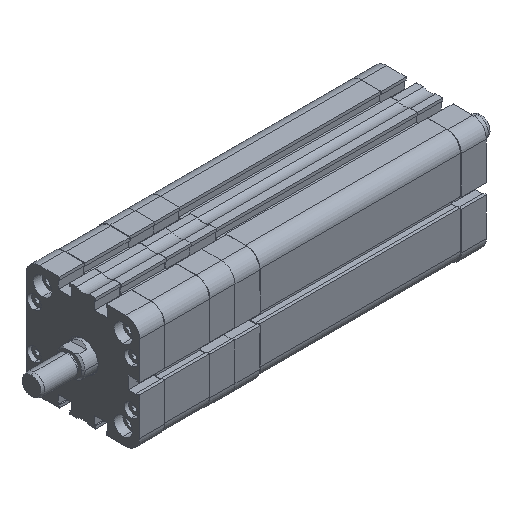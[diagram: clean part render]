
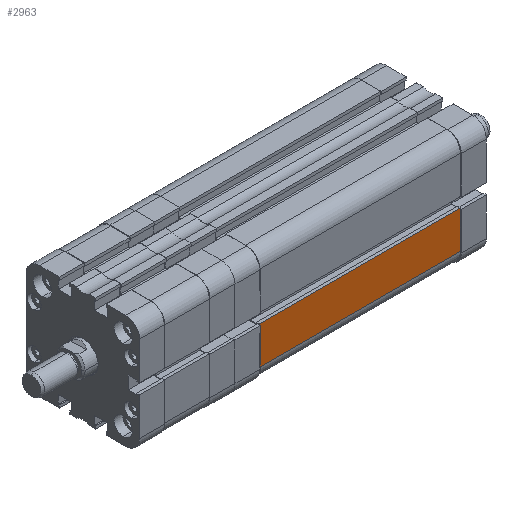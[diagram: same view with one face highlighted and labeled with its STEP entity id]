
A CAD part, isometric view. The second image highlights one B-rep face of the part: STEP entity #2963.
In plain terms, the highlighted planar face has unit normal (0, -1, 0).
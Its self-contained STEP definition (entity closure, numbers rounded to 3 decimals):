
#571 = CARTESIAN_POINT ( 'NONE',  ( 116., -32.5, -32.5 ) ) ;
#662 = CARTESIAN_POINT ( 'NONE',  ( 0., -32.5, -2.8 ) ) ;
#2258 = DIRECTION ( 'NONE',  ( -1., 0., 0. ) ) ;
#2963 = ADVANCED_FACE ( 'NONE', ( #34533 ), #9844, .F. ) ;
#3982 = LINE ( 'NONE', #571, #12423 ) ;
#7049 = CARTESIAN_POINT ( 'NONE',  ( 116., -32.5, -32.5 ) ) ;
#7857 = VECTOR ( 'NONE', #16835, 1000. ) ;
#9844 = PLANE ( 'NONE',  #22358 ) ;
#10203 = LINE ( 'NONE', #32069, #7857 ) ;
#11395 = ORIENTED_EDGE ( 'NONE', *, *, #26125, .F. ) ;
#12423 = VECTOR ( 'NONE', #31469, 1000. ) ;
#12459 = DIRECTION ( 'NONE',  ( 0., 1., 0. ) ) ;
#12860 = DIRECTION ( 'NONE',  ( 0., 0., 1. ) ) ;
#14849 = VERTEX_POINT ( 'NONE', #17077 ) ;
#15233 = VECTOR ( 'NONE', #28137, 1000. ) ;
#15924 = CARTESIAN_POINT ( 'NONE',  ( 116., -32.5, -24.5 ) ) ;
#15951 = ORIENTED_EDGE ( 'NONE', *, *, #23009, .T. ) ;
#16531 = EDGE_LOOP ( 'NONE', ( #33118, #15951, #17242, #11395 ) ) ;
#16835 = DIRECTION ( 'NONE',  ( 0., 0., -1. ) ) ;
#17077 = CARTESIAN_POINT ( 'NONE',  ( 116., -32.5, -24.5 ) ) ;
#17242 = ORIENTED_EDGE ( 'NONE', *, *, #31078, .T. ) ;
#17321 = LINE ( 'NONE', #29555, #17756 ) ;
#17756 = VECTOR ( 'NONE', #2258, 1000. ) ;
#21530 = LINE ( 'NONE', #15924, #15233 ) ;
#22358 = AXIS2_PLACEMENT_3D ( 'NONE', #7049, #12459, #12860 ) ;
#23009 = EDGE_CURVE ( 'NONE', #25191, #25774, #10203, .T. ) ;
#23776 = VERTEX_POINT ( 'NONE', #29318 ) ;
#25191 = VERTEX_POINT ( 'NONE', #662 ) ;
#25774 = VERTEX_POINT ( 'NONE', #29287 ) ;
#26125 = EDGE_CURVE ( 'NONE', #23776, #14849, #3982, .T. ) ;
#28137 = DIRECTION ( 'NONE',  ( 1., 0., 0. ) ) ;
#28949 = EDGE_CURVE ( 'NONE', #23776, #25191, #17321, .T. ) ;
#29287 = CARTESIAN_POINT ( 'NONE',  ( 0., -32.5, -24.5 ) ) ;
#29318 = CARTESIAN_POINT ( 'NONE',  ( 116., -32.5, -2.8 ) ) ;
#29555 = CARTESIAN_POINT ( 'NONE',  ( 116.001, -32.5, -2.8 ) ) ;
#31078 = EDGE_CURVE ( 'NONE', #25774, #14849, #21530, .T. ) ;
#31469 = DIRECTION ( 'NONE',  ( 0., 0., -1. ) ) ;
#32069 = CARTESIAN_POINT ( 'NONE',  ( 0., -32.5, -32.5 ) ) ;
#33118 = ORIENTED_EDGE ( 'NONE', *, *, #28949, .T. ) ;
#34533 = FACE_OUTER_BOUND ( 'NONE', #16531, .T. ) ;
